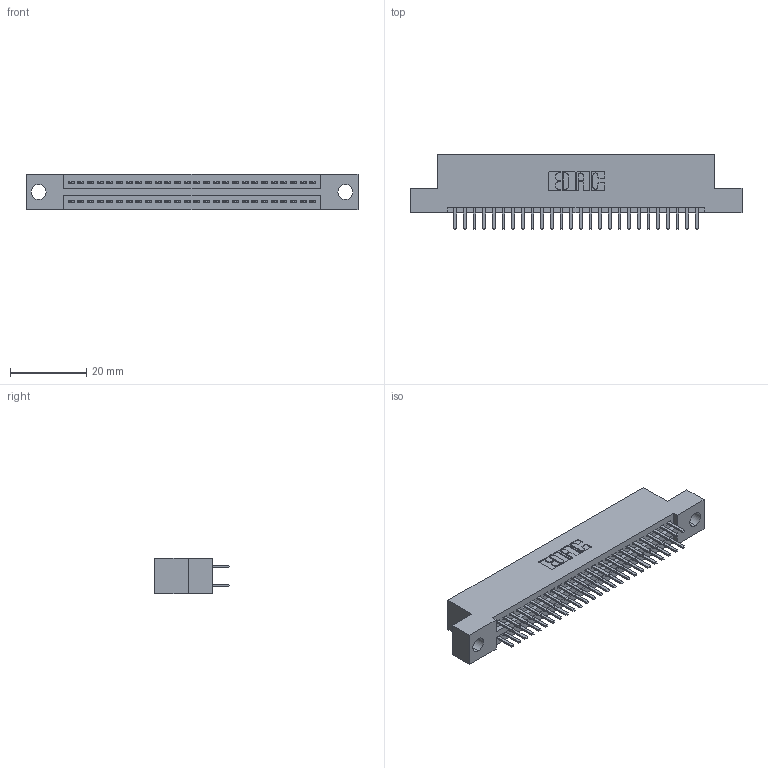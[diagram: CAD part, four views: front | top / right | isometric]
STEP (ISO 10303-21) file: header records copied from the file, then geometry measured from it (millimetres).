
FILE_DESCRIPTION (( 'STEP AP203' ), '1' );
FILE_NAME ('395-052-520-204.STEP', '2021-06-17T00:08:31', ( '' ), ( '' ), 'SwSTEP 2.0', 'SolidWorks 2020', '' );
FILE_SCHEMA (( 'CONFIG_CONTROL_DESIGN' ));
Length unit declared in the file: inch
Products named in the file (3): 345 Part_Flush Mounting Lugs - 0.156 Dia-TI; 395-052-520-204; 345-292-001_345-293-120
Assembly tree (53 placements, depth 2):
  395-052-520-204
    345 Part_Flush Mounting Lugs - 0.156 Dia-TI
    345-292-001_345-293-120  x52
Bounding box: 87.25 x 19.68 x 9.4 mm (x, y, z)
Volume: 8198.1 mm3; surface area: 11611.3 mm2
Topology: 53 solids, 53 shells, 2948 faces, 8541 edges, 5554 vertices
Faces by surface type: plane 1914, cylinder 1034
Entity records: 23087 total; most frequent: CARTESIAN_POINT 3902, ORIENTED_EDGE 3822, DIRECTION 3447, EDGE_CURVE 1911, LINE 1671, VECTOR 1671, VERTEX_POINT 1270, AXIS2_PLACEMENT_3D 888
